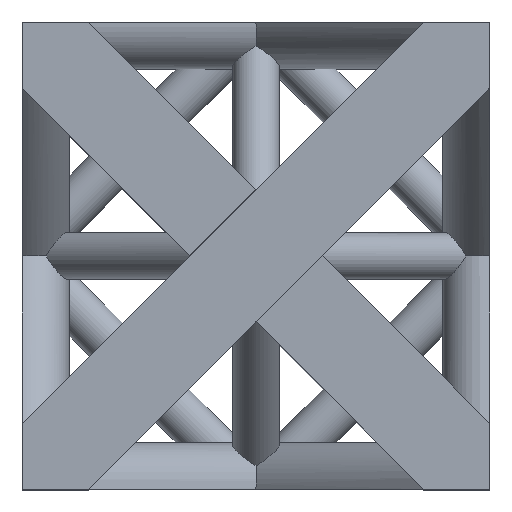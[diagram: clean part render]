
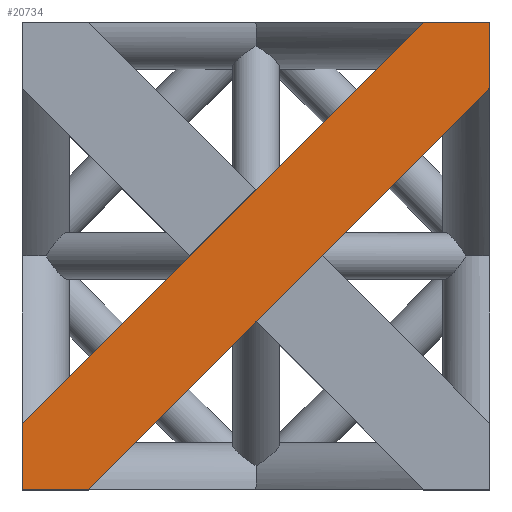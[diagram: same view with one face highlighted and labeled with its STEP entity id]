
A CAD part, top view. The second image highlights one B-rep face of the part: STEP entity #20734.
In plain terms, the highlighted planar face has unit normal (0, 0, 1).
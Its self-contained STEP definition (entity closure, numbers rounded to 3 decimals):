
#20543 = EDGE_CURVE('',#20544,#20546,#20548,.T.);
#20544 = VERTEX_POINT('',#20545);
#20545 = CARTESIAN_POINT('',(-0.5,-0.359,0.5));
#20546 = VERTEX_POINT('',#20547);
#20547 = CARTESIAN_POINT('',(0.359,0.5,0.5));
#20548 = SURFACE_CURVE('',#20549,(#20553,#20565),.PCURVE_S1.);
#20549 = LINE('',#20550,#20551);
#20550 = CARTESIAN_POINT('',(-0.778,-0.636,0.5));
#20551 = VECTOR('',#20552,1.);
#20552 = DIRECTION('',(0.707,0.707,0.));
#20553 = PCURVE('',#20554,#20559);
#20554 = CYLINDRICAL_SURFACE('',#20555,0.1);
#20555 = AXIS2_PLACEMENT_3D('',#20556,#20557,#20558);
#20556 = CARTESIAN_POINT('',(-0.707,-0.707,0.5));
#20557 = DIRECTION('',(-0.707,-0.707,-0.));
#20558 = DIRECTION('',(-0.707,0.707,0.));
#20559 = DEFINITIONAL_REPRESENTATION('',(#20560),#20564);
#20560 = LINE('',#20561,#20562);
#20561 = CARTESIAN_POINT('',(-6.283,0.));
#20562 = VECTOR('',#20563,1.);
#20563 = DIRECTION('',(-0.,-1.));
#20564 = ( GEOMETRIC_REPRESENTATION_CONTEXT(2)
PARAMETRIC_REPRESENTATION_CONTEXT() REPRESENTATION_CONTEXT('2D SPACE',''
  ) );
#20565 = PCURVE('',#20566,#20571);
#20566 = PLANE('',#20567);
#20567 = AXIS2_PLACEMENT_3D('',#20568,#20569,#20570);
#20568 = CARTESIAN_POINT('',(0.,0.,0.5));
#20569 = DIRECTION('',(0.,0.,-1.));
#20570 = DIRECTION('',(-1.,0.,-0.));
#20571 = DEFINITIONAL_REPRESENTATION('',(#20572),#20576);
#20572 = LINE('',#20573,#20574);
#20573 = CARTESIAN_POINT('',(0.778,-0.636));
#20574 = VECTOR('',#20575,1.);
#20575 = DIRECTION('',(-0.707,0.707));
#20576 = ( GEOMETRIC_REPRESENTATION_CONTEXT(2)
PARAMETRIC_REPRESENTATION_CONTEXT() REPRESENTATION_CONTEXT('2D SPACE',''
  ) );
#20600 = PLANE('',#20601);
#20601 = AXIS2_PLACEMENT_3D('',#20602,#20603,#20604);
#20602 = CARTESIAN_POINT('',(-0.5,-0.5,-0.5));
#20603 = DIRECTION('',(1.,0.,0.));
#20604 = DIRECTION('',(0.,0.,1.));
#20613 = VERTEX_POINT('',#20614);
#20614 = CARTESIAN_POINT('',(-0.359,-0.5,0.5));
#20634 = PLANE('',#20635);
#20635 = AXIS2_PLACEMENT_3D('',#20636,#20637,#20638);
#20636 = CARTESIAN_POINT('',(-0.5,-0.5,-0.5));
#20637 = DIRECTION('',(0.,1.,0.));
#20638 = DIRECTION('',(0.,0.,1.));
#20646 = EDGE_CURVE('',#20647,#20613,#20649,.T.);
#20647 = VERTEX_POINT('',#20648);
#20648 = CARTESIAN_POINT('',(0.5,0.359,0.5));
#20649 = SURFACE_CURVE('',#20650,(#20654,#20661),.PCURVE_S1.);
#20650 = LINE('',#20651,#20652);
#20651 = CARTESIAN_POINT('',(-0.636,-0.778,0.5));
#20652 = VECTOR('',#20653,1.);
#20653 = DIRECTION('',(-0.707,-0.707,-0.));
#20654 = PCURVE('',#20554,#20655);
#20655 = DEFINITIONAL_REPRESENTATION('',(#20656),#20660);
#20656 = LINE('',#20657,#20658);
#20657 = CARTESIAN_POINT('',(-3.142,0.));
#20658 = VECTOR('',#20659,1.);
#20659 = DIRECTION('',(-0.,1.));
#20660 = ( GEOMETRIC_REPRESENTATION_CONTEXT(2)
PARAMETRIC_REPRESENTATION_CONTEXT() REPRESENTATION_CONTEXT('2D SPACE',''
  ) );
#20661 = PCURVE('',#20566,#20662);
#20662 = DEFINITIONAL_REPRESENTATION('',(#20663),#20667);
#20663 = LINE('',#20664,#20665);
#20664 = CARTESIAN_POINT('',(0.636,-0.778));
#20665 = VECTOR('',#20666,1.);
#20666 = DIRECTION('',(0.707,-0.707));
#20667 = ( GEOMETRIC_REPRESENTATION_CONTEXT(2)
PARAMETRIC_REPRESENTATION_CONTEXT() REPRESENTATION_CONTEXT('2D SPACE',''
  ) );
#20691 = PLANE('',#20692);
#20692 = AXIS2_PLACEMENT_3D('',#20693,#20694,#20695);
#20693 = CARTESIAN_POINT('',(0.5,-0.5,-0.5));
#20694 = DIRECTION('',(1.,0.,0.));
#20695 = DIRECTION('',(0.,0.,1.));
#20723 = PLANE('',#20724);
#20724 = AXIS2_PLACEMENT_3D('',#20725,#20726,#20727);
#20725 = CARTESIAN_POINT('',(-0.5,0.5,-0.5));
#20726 = DIRECTION('',(0.,1.,0.));
#20727 = DIRECTION('',(0.,0.,1.));
#20734 = ADVANCED_FACE('',(#20735),#20566,.F.);
#20735 = FACE_BOUND('',#20736,.F.);
#20736 = EDGE_LOOP('',(#20737,#20738,#20761,#20782,#20783,#20806));
#20737 = ORIENTED_EDGE('',*,*,#20646,.T.);
#20738 = ORIENTED_EDGE('',*,*,#20739,.F.);
#20739 = EDGE_CURVE('',#20740,#20613,#20742,.T.);
#20740 = VERTEX_POINT('',#20741);
#20741 = CARTESIAN_POINT('',(-0.5,-0.5,0.5));
#20742 = SURFACE_CURVE('',#20743,(#20747,#20754),.PCURVE_S1.);
#20743 = LINE('',#20744,#20745);
#20744 = CARTESIAN_POINT('',(-0.5,-0.5,0.5));
#20745 = VECTOR('',#20746,1.);
#20746 = DIRECTION('',(1.,0.,0.));
#20747 = PCURVE('',#20566,#20748);
#20748 = DEFINITIONAL_REPRESENTATION('',(#20749),#20753);
#20749 = LINE('',#20750,#20751);
#20750 = CARTESIAN_POINT('',(0.5,-0.5));
#20751 = VECTOR('',#20752,1.);
#20752 = DIRECTION('',(-1.,0.));
#20753 = ( GEOMETRIC_REPRESENTATION_CONTEXT(2)
PARAMETRIC_REPRESENTATION_CONTEXT() REPRESENTATION_CONTEXT('2D SPACE',''
  ) );
#20754 = PCURVE('',#20634,#20755);
#20755 = DEFINITIONAL_REPRESENTATION('',(#20756),#20760);
#20756 = LINE('',#20757,#20758);
#20757 = CARTESIAN_POINT('',(1.,0.));
#20758 = VECTOR('',#20759,1.);
#20759 = DIRECTION('',(0.,1.));
#20760 = ( GEOMETRIC_REPRESENTATION_CONTEXT(2)
PARAMETRIC_REPRESENTATION_CONTEXT() REPRESENTATION_CONTEXT('2D SPACE',''
  ) );
#20761 = ORIENTED_EDGE('',*,*,#20762,.T.);
#20762 = EDGE_CURVE('',#20740,#20544,#20763,.T.);
#20763 = SURFACE_CURVE('',#20764,(#20768,#20775),.PCURVE_S1.);
#20764 = LINE('',#20765,#20766);
#20765 = CARTESIAN_POINT('',(-0.5,-0.5,0.5));
#20766 = VECTOR('',#20767,1.);
#20767 = DIRECTION('',(0.,1.,0.));
#20768 = PCURVE('',#20566,#20769);
#20769 = DEFINITIONAL_REPRESENTATION('',(#20770),#20774);
#20770 = LINE('',#20771,#20772);
#20771 = CARTESIAN_POINT('',(0.5,-0.5));
#20772 = VECTOR('',#20773,1.);
#20773 = DIRECTION('',(0.,1.));
#20774 = ( GEOMETRIC_REPRESENTATION_CONTEXT(2)
PARAMETRIC_REPRESENTATION_CONTEXT() REPRESENTATION_CONTEXT('2D SPACE',''
  ) );
#20775 = PCURVE('',#20600,#20776);
#20776 = DEFINITIONAL_REPRESENTATION('',(#20777),#20781);
#20777 = LINE('',#20778,#20779);
#20778 = CARTESIAN_POINT('',(1.,0.));
#20779 = VECTOR('',#20780,1.);
#20780 = DIRECTION('',(0.,-1.));
#20781 = ( GEOMETRIC_REPRESENTATION_CONTEXT(2)
PARAMETRIC_REPRESENTATION_CONTEXT() REPRESENTATION_CONTEXT('2D SPACE',''
  ) );
#20782 = ORIENTED_EDGE('',*,*,#20543,.T.);
#20783 = ORIENTED_EDGE('',*,*,#20784,.T.);
#20784 = EDGE_CURVE('',#20546,#20785,#20787,.T.);
#20785 = VERTEX_POINT('',#20786);
#20786 = CARTESIAN_POINT('',(0.5,0.5,0.5));
#20787 = SURFACE_CURVE('',#20788,(#20792,#20799),.PCURVE_S1.);
#20788 = LINE('',#20789,#20790);
#20789 = CARTESIAN_POINT('',(-0.5,0.5,0.5));
#20790 = VECTOR('',#20791,1.);
#20791 = DIRECTION('',(1.,0.,0.));
#20792 = PCURVE('',#20566,#20793);
#20793 = DEFINITIONAL_REPRESENTATION('',(#20794),#20798);
#20794 = LINE('',#20795,#20796);
#20795 = CARTESIAN_POINT('',(0.5,0.5));
#20796 = VECTOR('',#20797,1.);
#20797 = DIRECTION('',(-1.,0.));
#20798 = ( GEOMETRIC_REPRESENTATION_CONTEXT(2)
PARAMETRIC_REPRESENTATION_CONTEXT() REPRESENTATION_CONTEXT('2D SPACE',''
  ) );
#20799 = PCURVE('',#20723,#20800);
#20800 = DEFINITIONAL_REPRESENTATION('',(#20801),#20805);
#20801 = LINE('',#20802,#20803);
#20802 = CARTESIAN_POINT('',(1.,0.));
#20803 = VECTOR('',#20804,1.);
#20804 = DIRECTION('',(0.,1.));
#20805 = ( GEOMETRIC_REPRESENTATION_CONTEXT(2)
PARAMETRIC_REPRESENTATION_CONTEXT() REPRESENTATION_CONTEXT('2D SPACE',''
  ) );
#20806 = ORIENTED_EDGE('',*,*,#20807,.F.);
#20807 = EDGE_CURVE('',#20647,#20785,#20808,.T.);
#20808 = SURFACE_CURVE('',#20809,(#20813,#20820),.PCURVE_S1.);
#20809 = LINE('',#20810,#20811);
#20810 = CARTESIAN_POINT('',(0.5,-0.5,0.5));
#20811 = VECTOR('',#20812,1.);
#20812 = DIRECTION('',(0.,1.,0.));
#20813 = PCURVE('',#20566,#20814);
#20814 = DEFINITIONAL_REPRESENTATION('',(#20815),#20819);
#20815 = LINE('',#20816,#20817);
#20816 = CARTESIAN_POINT('',(-0.5,-0.5));
#20817 = VECTOR('',#20818,1.);
#20818 = DIRECTION('',(0.,1.));
#20819 = ( GEOMETRIC_REPRESENTATION_CONTEXT(2)
PARAMETRIC_REPRESENTATION_CONTEXT() REPRESENTATION_CONTEXT('2D SPACE',''
  ) );
#20820 = PCURVE('',#20691,#20821);
#20821 = DEFINITIONAL_REPRESENTATION('',(#20822),#20826);
#20822 = LINE('',#20823,#20824);
#20823 = CARTESIAN_POINT('',(1.,0.));
#20824 = VECTOR('',#20825,1.);
#20825 = DIRECTION('',(0.,-1.));
#20826 = ( GEOMETRIC_REPRESENTATION_CONTEXT(2)
PARAMETRIC_REPRESENTATION_CONTEXT() REPRESENTATION_CONTEXT('2D SPACE',''
  ) );
